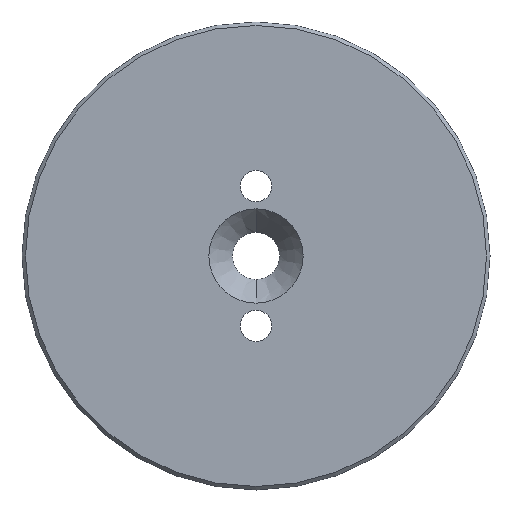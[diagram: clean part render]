
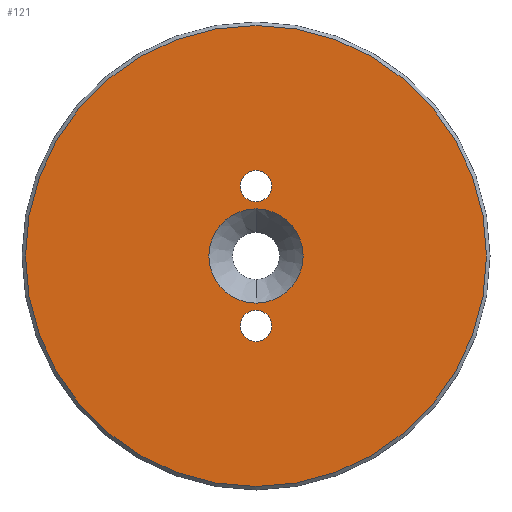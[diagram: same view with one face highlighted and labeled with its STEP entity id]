
A CAD part, front view. The second image highlights one B-rep face of the part: STEP entity #121.
In plain terms, the highlighted planar face has unit normal (0, -1, 0).
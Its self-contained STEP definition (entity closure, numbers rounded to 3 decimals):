
#6 = CIRCLE ( 'NONE', #646, 6.744 ) ;
#8 = VERTEX_POINT ( 'NONE', #610 ) ;
#11 = DIRECTION ( 'NONE',  ( 0., -1., 0. ) ) ;
#31 = CARTESIAN_POINT ( 'NONE',  ( 0., -2., -7.75 ) ) ;
#34 = EDGE_CURVE ( 'NONE', #382, #564, #260, .T. ) ;
#38 = CARTESIAN_POINT ( 'NONE',  ( 0., -2., 10. ) ) ;
#41 = CIRCLE ( 'NONE', #376, 2.25 ) ;
#69 = DIRECTION ( 'NONE',  ( 0., 1., 0. ) ) ;
#72 = ORIENTED_EDGE ( 'NONE', *, *, #429, .T. ) ;
#78 = CARTESIAN_POINT ( 'NONE',  ( 0., -2., -12.25 ) ) ;
#85 = DIRECTION ( 'NONE',  ( 0., 0., 1. ) ) ;
#97 = EDGE_CURVE ( 'NONE', #8, #252, #6, .T. ) ;
#105 = VERTEX_POINT ( 'NONE', #349 ) ;
#110 = AXIS2_PLACEMENT_3D ( 'NONE', #612, #512, #259 ) ;
#121 = ADVANCED_FACE ( 'NONE', ( #381, #147, #183, #251 ), #398, .F. ) ;
#132 = AXIS2_PLACEMENT_3D ( 'NONE', #401, #403, #159 ) ;
#138 = DIRECTION ( 'NONE',  ( 0., 0., -1. ) ) ;
#139 = DIRECTION ( 'NONE',  ( 0., 1., 0. ) ) ;
#147 = FACE_BOUND ( 'NONE', #506, .T. ) ;
#154 = EDGE_LOOP ( 'NONE', ( #221, #569 ) ) ;
#159 = DIRECTION ( 'NONE',  ( 0., 0., 1. ) ) ;
#170 = DIRECTION ( 'NONE',  ( 0., 0., 1. ) ) ;
#174 = ORIENTED_EDGE ( 'NONE', *, *, #481, .T. ) ;
#180 = DIRECTION ( 'NONE',  ( 0., 0., 1. ) ) ;
#183 = FACE_BOUND ( 'NONE', #206, .T. ) ;
#199 = VERTEX_POINT ( 'NONE', #577 ) ;
#206 = EDGE_LOOP ( 'NONE', ( #174, #235 ) ) ;
#221 = ORIENTED_EDGE ( 'NONE', *, *, #467, .T. ) ;
#232 = CARTESIAN_POINT ( 'NONE',  ( 0., -2., 0. ) ) ;
#234 = AXIS2_PLACEMENT_3D ( 'NONE', #594, #639, #547 ) ;
#235 = ORIENTED_EDGE ( 'NONE', *, *, #360, .T. ) ;
#237 = DIRECTION ( 'NONE',  ( 0., 0., 1. ) ) ;
#238 = EDGE_CURVE ( 'NONE', #199, #105, #41, .T. ) ;
#242 = DIRECTION ( 'NONE',  ( 0., 1., 0. ) ) ;
#243 = AXIS2_PLACEMENT_3D ( 'NONE', #375, #537, #180 ) ;
#251 = FACE_BOUND ( 'NONE', #154, .T. ) ;
#252 = VERTEX_POINT ( 'NONE', #267 ) ;
#259 = DIRECTION ( 'NONE',  ( 0., 0., 1. ) ) ;
#260 = CIRCLE ( 'NONE', #110, 33. ) ;
#267 = CARTESIAN_POINT ( 'NONE',  ( 0., -2., -6.744 ) ) ;
#272 = DIRECTION ( 'NONE',  ( 0., -1., 0. ) ) ;
#291 = AXIS2_PLACEMENT_3D ( 'NONE', #38, #242, #85 ) ;
#321 = CARTESIAN_POINT ( 'NONE',  ( 0., -2., -33. ) ) ;
#322 = CIRCLE ( 'NONE', #489, 2.25 ) ;
#329 = EDGE_CURVE ( 'NONE', #252, #8, #576, .T. ) ;
#343 = CARTESIAN_POINT ( 'NONE',  ( 0., -2., 33. ) ) ;
#347 = DIRECTION ( 'NONE',  ( 0., 0., -1. ) ) ;
#349 = CARTESIAN_POINT ( 'NONE',  ( 0., -2., 12.25 ) ) ;
#353 = ORIENTED_EDGE ( 'NONE', *, *, #34, .T. ) ;
#360 = EDGE_CURVE ( 'NONE', #435, #369, #491, .T. ) ;
#369 = VERTEX_POINT ( 'NONE', #31 ) ;
#375 = CARTESIAN_POINT ( 'NONE',  ( 0., -2., -10. ) ) ;
#376 = AXIS2_PLACEMENT_3D ( 'NONE', #416, #69, #170 ) ;
#381 = FACE_OUTER_BOUND ( 'NONE', #644, .T. ) ;
#382 = VERTEX_POINT ( 'NONE', #321 ) ;
#391 = ORIENTED_EDGE ( 'NONE', *, *, #97, .F. ) ;
#398 = PLANE ( 'NONE',  #132 ) ;
#401 = CARTESIAN_POINT ( 'NONE',  ( 0., -2., 0. ) ) ;
#403 = DIRECTION ( 'NONE',  ( 0., 1., 0. ) ) ;
#416 = CARTESIAN_POINT ( 'NONE',  ( 0., -2., 10. ) ) ;
#429 = EDGE_CURVE ( 'NONE', #564, #382, #528, .T. ) ;
#433 = CARTESIAN_POINT ( 'NONE',  ( 0., -2., -10. ) ) ;
#435 = VERTEX_POINT ( 'NONE', #78 ) ;
#457 = CARTESIAN_POINT ( 'NONE',  ( 0., -2., 0. ) ) ;
#467 = EDGE_CURVE ( 'NONE', #105, #199, #613, .T. ) ;
#481 = EDGE_CURVE ( 'NONE', #369, #435, #322, .T. ) ;
#489 = AXIS2_PLACEMENT_3D ( 'NONE', #433, #139, #237 ) ;
#491 = CIRCLE ( 'NONE', #243, 2.25 ) ;
#506 = EDGE_LOOP ( 'NONE', ( #541, #391 ) ) ;
#512 = DIRECTION ( 'NONE',  ( 0., -1., 0. ) ) ;
#528 = CIRCLE ( 'NONE', #234, 33. ) ;
#537 = DIRECTION ( 'NONE',  ( 0., 1., 0. ) ) ;
#541 = ORIENTED_EDGE ( 'NONE', *, *, #329, .F. ) ;
#547 = DIRECTION ( 'NONE',  ( 0., 0., 1. ) ) ;
#564 = VERTEX_POINT ( 'NONE', #343 ) ;
#569 = ORIENTED_EDGE ( 'NONE', *, *, #238, .T. ) ;
#575 = AXIS2_PLACEMENT_3D ( 'NONE', #232, #272, #138 ) ;
#576 = CIRCLE ( 'NONE', #575, 6.744 ) ;
#577 = CARTESIAN_POINT ( 'NONE',  ( 0., -2., 7.75 ) ) ;
#594 = CARTESIAN_POINT ( 'NONE',  ( 0., -2., 0. ) ) ;
#610 = CARTESIAN_POINT ( 'NONE',  ( 0., -2., 6.744 ) ) ;
#612 = CARTESIAN_POINT ( 'NONE',  ( 0., -2., 0. ) ) ;
#613 = CIRCLE ( 'NONE', #291, 2.25 ) ;
#639 = DIRECTION ( 'NONE',  ( 0., -1., 0. ) ) ;
#644 = EDGE_LOOP ( 'NONE', ( #72, #353 ) ) ;
#646 = AXIS2_PLACEMENT_3D ( 'NONE', #457, #11, #347 ) ;
